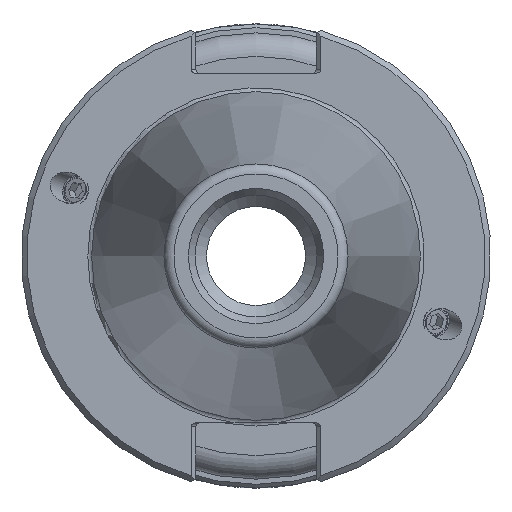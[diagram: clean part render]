
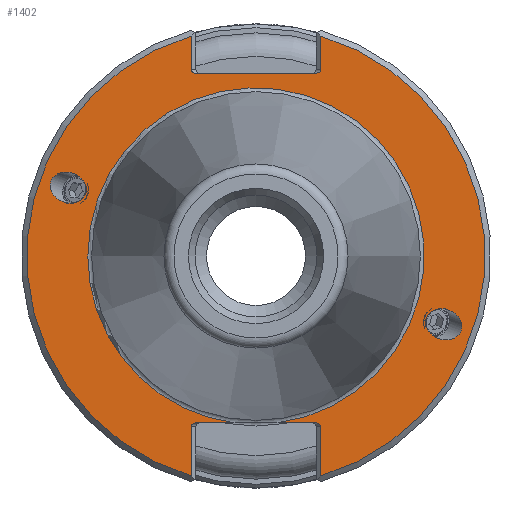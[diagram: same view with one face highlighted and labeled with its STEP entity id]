
A CAD part, left-side view. The second image highlights one B-rep face of the part: STEP entity #1402.
In plain terms, the highlighted planar face has unit normal (-1, 0, 0).
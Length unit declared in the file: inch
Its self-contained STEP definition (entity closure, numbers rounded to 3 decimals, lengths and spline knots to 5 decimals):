
#563=CARTESIAN_POINT('',(0.125,-0.90631,-0.32987));
#564=VERTEX_POINT('',#563);
#565=CARTESIAN_POINT('',(0.125,-0.99889,-0.36357));
#566=DIRECTION('',(1.0,0.,0.));
#567=DIRECTION('',(0.,-0.94,-0.342));
#568=AXIS2_PLACEMENT_3D('',#565,#566,#567);
#569=ELLIPSE('',#568,0.09853,0.08071);
#570=EDGE_CURVE('',#564,#564,#569,.T.);
#643=CARTESIAN_POINT('',(0.125,0.90631,0.32987));
#644=VERTEX_POINT('',#643);
#645=CARTESIAN_POINT('',(0.125,0.99889,0.36357));
#646=DIRECTION('',(1.0,0.,0.));
#647=DIRECTION('',(0.,0.94,0.342));
#648=AXIS2_PLACEMENT_3D('',#645,#646,#647);
#649=ELLIPSE('',#648,0.09853,0.08071);
#650=EDGE_CURVE('',#644,#644,#649,.T.);
#1184=CARTESIAN_POINT('',(0.125,0.31672,0.972));
#1185=VERTEX_POINT('',#1184);
#1194=CARTESIAN_POINT('',(0.125,-0.31672,0.972));
#1195=VERTEX_POINT('',#1194);
#1196=CARTESIAN_POINT('',(0.125,0.31672,0.972));
#1197=DIRECTION('',(0.0,-1.0,0.0));
#1198=VECTOR('',#1197,0.63343);
#1199=LINE('',#1196,#1198);
#1200=EDGE_CURVE('',#1185,#1195,#1199,.T.);
#1250=CARTESIAN_POINT('',(0.125,-0.11172,-0.888));
#1251=VERTEX_POINT('',#1250);
#1252=CARTESIAN_POINT('',(0.125,0.11172,-0.888));
#1253=VERTEX_POINT('',#1252);
#1268=CARTESIAN_POINT('',(0.125,0.0,0.0));
#1269=DIRECTION('',(-1.0,0.0,0.0));
#1270=DIRECTION('',(0.0,-1.0,0.0));
#1271=AXIS2_PLACEMENT_3D('',#1268,#1269,#1270);
#1272=CIRCLE('',#1271,0.895);
#1273=EDGE_CURVE('',#1251,#1253,#1272,.T.);
#1289=CARTESIAN_POINT('',(0.125,1.0625,0.0));
#1290=DIRECTION('',(-1.0,0.0,0.0));
#1291=DIRECTION('',(0.0,0.0,1.0));
#1292=AXIS2_PLACEMENT_3D('',#1289,#1290,#1291);
#1293=PLANE('',#1292);
#1294=ORIENTED_EDGE('',*,*,#1273,.F.);
#1295=CARTESIAN_POINT('',(0.125,-0.31672,-0.888));
#1296=VERTEX_POINT('',#1295);
#1297=CARTESIAN_POINT('',(0.125,-0.31672,-0.888));
#1298=DIRECTION('',(0.0,1.0,0.0));
#1299=VECTOR('',#1298,0.205);
#1300=LINE('',#1297,#1299);
#1301=EDGE_CURVE('',#1296,#1251,#1300,.T.);
#1302=ORIENTED_EDGE('',*,*,#1301,.F.);
#1303=CARTESIAN_POINT('',(0.125,-0.345,-0.908));
#1304=VERTEX_POINT('',#1303);
#1305=CARTESIAN_POINT('',(0.125,-0.31672,-0.908));
#1306=DIRECTION('',(-1.0,0.0,0.0));
#1307=DIRECTION('',(0.0,-1.0,0.0));
#1308=AXIS2_PLACEMENT_3D('',#1305,#1306,#1307);
#1309=ELLIPSE('',#1308,0.02828,0.02);
#1310=EDGE_CURVE('',#1304,#1296,#1309,.T.);
#1311=ORIENTED_EDGE('',*,*,#1310,.F.);
#1312=CARTESIAN_POINT('',(0.125,-0.345,-1.1702));
#1313=VERTEX_POINT('',#1312);
#1314=CARTESIAN_POINT('',(0.125,-0.345,-1.1702));
#1315=DIRECTION('',(0.0,0.0,1.0));
#1316=VECTOR('',#1315,0.2622);
#1317=LINE('',#1314,#1316);
#1318=EDGE_CURVE('',#1313,#1304,#1317,.T.);
#1319=ORIENTED_EDGE('',*,*,#1318,.F.);
#1320=CARTESIAN_POINT('',(0.125,-0.345,1.1702));
#1321=VERTEX_POINT('',#1320);
#1322=CARTESIAN_POINT('',(0.125,0.0,0.0));
#1323=DIRECTION('',(1.0,0.0,0.0));
#1324=DIRECTION('',(0.0,-1.0,0.0));
#1325=AXIS2_PLACEMENT_3D('',#1322,#1323,#1324);
#1326=CIRCLE('',#1325,1.22);
#1327=EDGE_CURVE('',#1321,#1313,#1326,.T.);
#1328=ORIENTED_EDGE('',*,*,#1327,.F.);
#1329=CARTESIAN_POINT('',(0.125,-0.345,0.992));
#1330=VERTEX_POINT('',#1329);
#1331=CARTESIAN_POINT('',(0.125,-0.345,0.992));
#1332=DIRECTION('',(0.0,0.0,1.0));
#1333=VECTOR('',#1332,0.1782);
#1334=LINE('',#1331,#1333);
#1335=EDGE_CURVE('',#1330,#1321,#1334,.T.);
#1336=ORIENTED_EDGE('',*,*,#1335,.F.);
#1337=CARTESIAN_POINT('',(0.125,-0.31672,0.992));
#1338=DIRECTION('',(-1.0,0.0,0.0));
#1339=DIRECTION('',(0.0,-1.0,0.0));
#1340=AXIS2_PLACEMENT_3D('',#1337,#1338,#1339);
#1341=ELLIPSE('',#1340,0.02828,0.02);
#1342=EDGE_CURVE('',#1195,#1330,#1341,.T.);
#1343=ORIENTED_EDGE('',*,*,#1342,.F.);
#1344=ORIENTED_EDGE('',*,*,#1200,.F.);
#1345=CARTESIAN_POINT('',(0.125,0.345,0.992));
#1346=VERTEX_POINT('',#1345);
#1347=CARTESIAN_POINT('',(0.125,0.31672,0.992));
#1348=DIRECTION('',(-1.0,0.0,0.0));
#1349=DIRECTION('',(0.0,1.0,0.0));
#1350=AXIS2_PLACEMENT_3D('',#1347,#1348,#1349);
#1351=ELLIPSE('',#1350,0.02828,0.02);
#1352=EDGE_CURVE('',#1346,#1185,#1351,.T.);
#1353=ORIENTED_EDGE('',*,*,#1352,.F.);
#1354=CARTESIAN_POINT('',(0.125,0.345,1.1702));
#1355=VERTEX_POINT('',#1354);
#1356=CARTESIAN_POINT('',(0.125,0.345,1.1702));
#1357=DIRECTION('',(0.0,0.0,-1.0));
#1358=VECTOR('',#1357,0.1782);
#1359=LINE('',#1356,#1358);
#1360=EDGE_CURVE('',#1355,#1346,#1359,.T.);
#1361=ORIENTED_EDGE('',*,*,#1360,.F.);
#1362=CARTESIAN_POINT('',(0.125,0.345,-1.1702));
#1363=VERTEX_POINT('',#1362);
#1364=CARTESIAN_POINT('',(0.125,0.0,0.0));
#1365=DIRECTION('',(1.0,0.0,0.0));
#1366=DIRECTION('',(0.0,1.0,0.0));
#1367=AXIS2_PLACEMENT_3D('',#1364,#1365,#1366);
#1368=CIRCLE('',#1367,1.22);
#1369=EDGE_CURVE('',#1363,#1355,#1368,.T.);
#1370=ORIENTED_EDGE('',*,*,#1369,.F.);
#1371=CARTESIAN_POINT('',(0.125,0.345,-0.908));
#1372=VERTEX_POINT('',#1371);
#1373=CARTESIAN_POINT('',(0.125,0.345,-0.908));
#1374=DIRECTION('',(0.0,0.0,-1.0));
#1375=VECTOR('',#1374,0.2622);
#1376=LINE('',#1373,#1375);
#1377=EDGE_CURVE('',#1372,#1363,#1376,.T.);
#1378=ORIENTED_EDGE('',*,*,#1377,.F.);
#1379=CARTESIAN_POINT('',(0.125,0.31672,-0.888));
#1380=VERTEX_POINT('',#1379);
#1381=CARTESIAN_POINT('',(0.125,0.31672,-0.908));
#1382=DIRECTION('',(-1.0,0.0,0.0));
#1383=DIRECTION('',(0.0,1.0,0.0));
#1384=AXIS2_PLACEMENT_3D('',#1381,#1382,#1383);
#1385=ELLIPSE('',#1384,0.02828,0.02);
#1386=EDGE_CURVE('',#1380,#1372,#1385,.T.);
#1387=ORIENTED_EDGE('',*,*,#1386,.F.);
#1388=CARTESIAN_POINT('',(0.125,0.11172,-0.888));
#1389=DIRECTION('',(0.0,1.0,0.0));
#1390=VECTOR('',#1389,0.205);
#1391=LINE('',#1388,#1390);
#1392=EDGE_CURVE('',#1253,#1380,#1391,.T.);
#1393=ORIENTED_EDGE('',*,*,#1392,.F.);
#1394=EDGE_LOOP('',(#1294,#1302,#1311,#1319,#1328,#1336,#1343,#1344,#1353,#1361,#1370,#1378,#1387,#1393));
#1395=FACE_OUTER_BOUND('',#1394,.T.);
#1396=ORIENTED_EDGE('',*,*,#570,.T.);
#1397=EDGE_LOOP('',(#1396));
#1398=FACE_BOUND('',#1397,.T.);
#1399=ORIENTED_EDGE('',*,*,#650,.T.);
#1400=EDGE_LOOP('',(#1399));
#1401=FACE_BOUND('',#1400,.T.);
#1402=ADVANCED_FACE('',(#1395,#1398,#1401),#1293,.T.);
